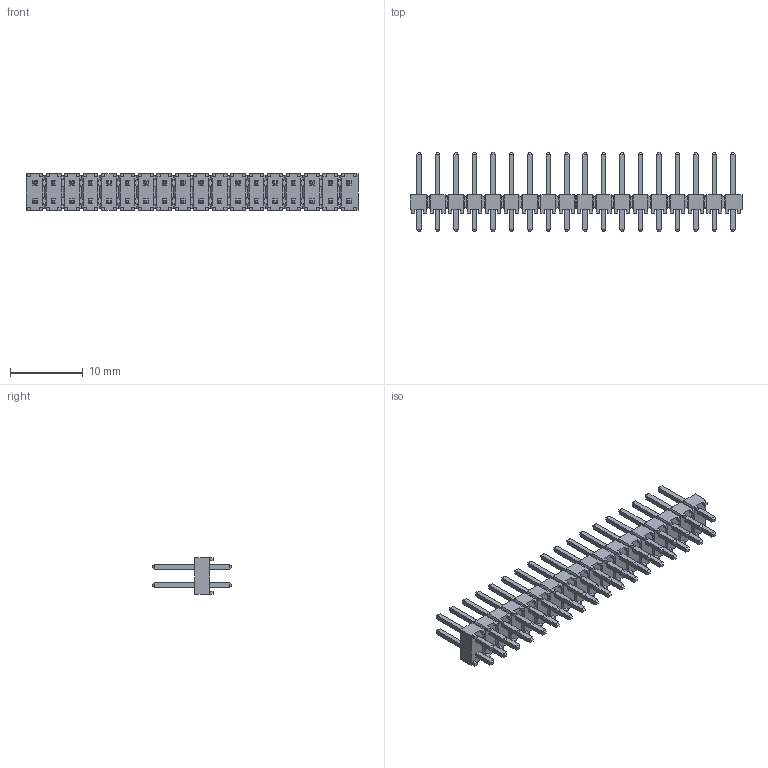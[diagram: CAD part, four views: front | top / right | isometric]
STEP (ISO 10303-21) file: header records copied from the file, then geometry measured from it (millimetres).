
FILE_DESCRIPTION( ( 'STEP AP214' ), '1' );
FILE_NAME( 'HTSW-118-07-F-D.stp', '2022-02-17T04:14:53', ( 'License CC BY-ND 4.0' ), ( 'CADENAS' ), ' ', 'PARTsolutions', ' ' );
FILE_SCHEMA( ( 'AUTOMOTIVE_DESIGN { 1 0 10303 214 1 1 1 1 }' ) );
Length unit declared in the file: inch
Products named in the file (3): HTSW-118-07-F-D; _HTSW-118-07-F-D_body; _T-1S6-07-HTSW-1--07-18-D
Assembly tree (2 placements, depth 2):
  HTSW-118-07-F-D
    _HTSW-118-07-F-D_body
    _T-1S6-07-HTSW-1--07-18-D
Bounding box: 45.72 x 10.92 x 5.03 mm (x, y, z)
Volume: 577.4 mm3; surface area: 2318.5 mm2
Topology: 2 solids, 2 shells, 1670 faces, 4222 edges, 2560 vertices
Faces by surface type: plane 1670
Entity records: 61748 total; most frequent: CARTESIAN_POINT 8455, ORIENTED_EDGE 8444, DIRECTION 7568, EDGE_CURVE 4222, LINE 4222, VECTOR 4222, VERTEX_POINT 2560, EDGE_LOOP 1814
